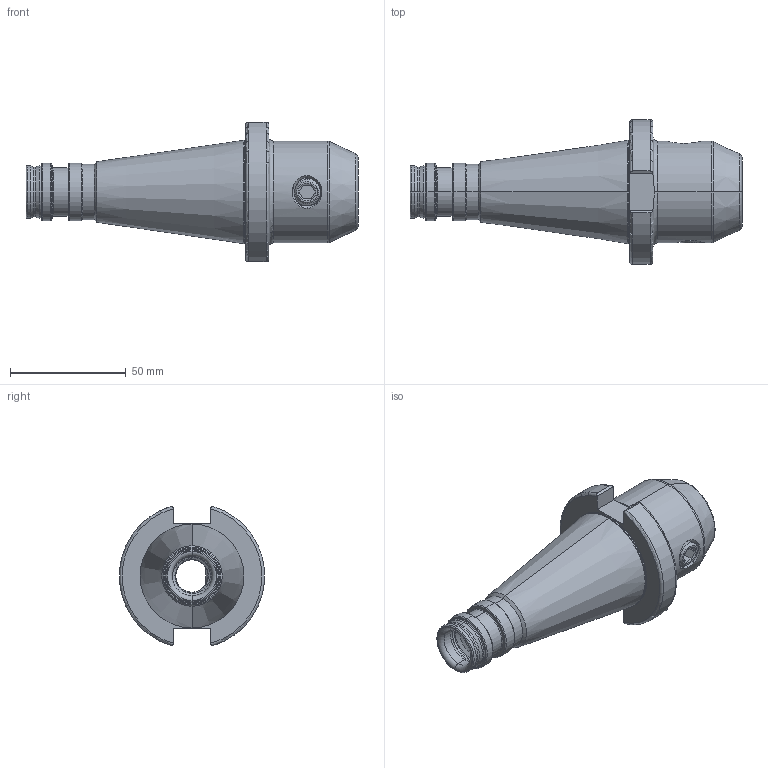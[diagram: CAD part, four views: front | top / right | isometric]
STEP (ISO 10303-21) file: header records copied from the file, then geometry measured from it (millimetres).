
FILE_DESCRIPTION (( 'STEP AP203' ), '1' );
FILE_NAME ('401.04.14.STEP', '2016-11-26T04:38:09', ( '' ), ( '' ), 'SwSTEP 2.0', 'SolidWorks 2012', '' );
FILE_SCHEMA (( 'CONFIG_CONTROL_DESIGN' ));
Length unit declared in the file: millimetre
Products named in the file (3): 401.04.14; 側固12_M12x1.75_16L
Assembly tree (2 placements, depth 2):
  401.04.14
    401.04.14
    側固12_M12x1.75_16L
Bounding box: 143.4 x 62.57 x 60.15 mm (x, y, z)
Volume: 135392.5 mm3; surface area: 29886.4 mm2
Topology: 2 solids, 2 shells, 201 faces, 509 edges, 319 vertices
Faces by surface type: cylinder 84, torus 36, cone 30, plane 29, bspline 20, sphere 2
Entity records: 18328 total; most frequent: CARTESIAN_POINT 13682, ORIENTED_EDGE 1014, DIRECTION 814, EDGE_CURVE 507, AXIS2_PLACEMENT_3D 335, VERTEX_POINT 319, EDGE_LOOP 214, ADVANCED_FACE 201
